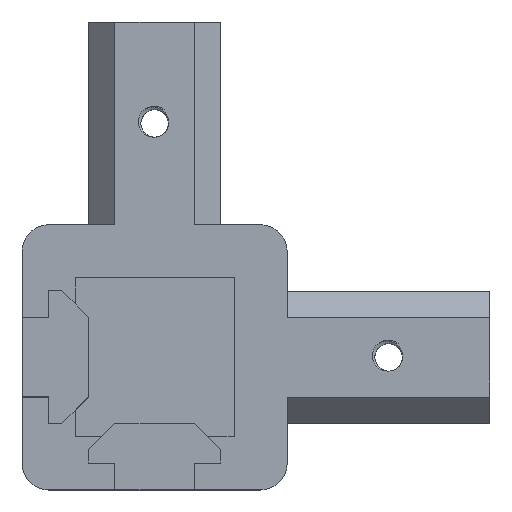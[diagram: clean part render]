
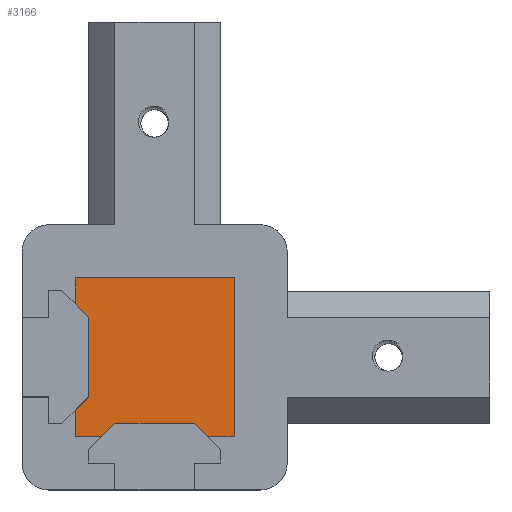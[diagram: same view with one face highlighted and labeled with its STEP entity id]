
A CAD part, top view. The second image highlights one B-rep face of the part: STEP entity #3166.
In plain terms, the highlighted planar face has unit normal (0, 0, 1).
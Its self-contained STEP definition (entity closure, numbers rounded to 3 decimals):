
#76=PLANE('',#3358);
#246=FACE_OUTER_BOUND('',#416,.T.);
#416=EDGE_LOOP('',(#2893,#2894,#2895,#2896,#2897,#2898,#2899,#2900,#2901,
#2902,#2903,#2904));
#844=LINE('',#11240,#1092);
#861=LINE('',#11274,#1109);
#875=LINE('',#11301,#1123);
#878=LINE('',#11306,#1126);
#884=LINE('',#11326,#1132);
#885=LINE('',#11329,#1133);
#888=LINE('',#11334,#1136);
#889=LINE('',#11337,#1137);
#891=LINE('',#11341,#1139);
#893=LINE('',#11345,#1141);
#895=LINE('',#11348,#1143);
#896=LINE('',#11350,#1144);
#1092=VECTOR('',#3844,1000.);
#1109=VECTOR('',#3871,1000.);
#1123=VECTOR('',#3899,1000.);
#1126=VECTOR('',#3904,1000.);
#1132=VECTOR('',#3936,1000.);
#1133=VECTOR('',#3939,1000.);
#1136=VECTOR('',#3944,1000.);
#1137=VECTOR('',#3947,1000.);
#1139=VECTOR('',#3951,1000.);
#1141=VECTOR('',#3955,1000.);
#1143=VECTOR('',#3959,1000.);
#1144=VECTOR('',#3962,1000.);
#1438=VERTEX_POINT('',#11237);
#1439=VERTEX_POINT('',#11239);
#1450=VERTEX_POINT('',#11271);
#1451=VERTEX_POINT('',#11273);
#1457=VERTEX_POINT('',#11300);
#1458=VERTEX_POINT('',#11304);
#1459=VERTEX_POINT('',#11324);
#1460=VERTEX_POINT('',#11328);
#1461=VERTEX_POINT('',#11332);
#1462=VERTEX_POINT('',#11336);
#1463=VERTEX_POINT('',#11340);
#1464=VERTEX_POINT('',#11344);
#1892=EDGE_CURVE('',#1439,#1438,#844,.T.);
#1909=EDGE_CURVE('',#1451,#1450,#861,.T.);
#1923=EDGE_CURVE('',#1457,#1439,#875,.T.);
#1926=EDGE_CURVE('',#1438,#1458,#878,.T.);
#1932=EDGE_CURVE('',#1450,#1459,#884,.T.);
#1933=EDGE_CURVE('',#1460,#1451,#885,.T.);
#1936=EDGE_CURVE('',#1459,#1461,#888,.T.);
#1937=EDGE_CURVE('',#1462,#1460,#889,.T.);
#1939=EDGE_CURVE('',#1463,#1462,#891,.T.);
#1941=EDGE_CURVE('',#1464,#1463,#893,.T.);
#1943=EDGE_CURVE('',#1458,#1464,#895,.T.);
#1944=EDGE_CURVE('',#1461,#1457,#896,.T.);
#2893=ORIENTED_EDGE('',*,*,#1936,.T.);
#2894=ORIENTED_EDGE('',*,*,#1944,.T.);
#2895=ORIENTED_EDGE('',*,*,#1923,.T.);
#2896=ORIENTED_EDGE('',*,*,#1892,.T.);
#2897=ORIENTED_EDGE('',*,*,#1926,.T.);
#2898=ORIENTED_EDGE('',*,*,#1943,.T.);
#2899=ORIENTED_EDGE('',*,*,#1941,.T.);
#2900=ORIENTED_EDGE('',*,*,#1939,.T.);
#2901=ORIENTED_EDGE('',*,*,#1937,.T.);
#2902=ORIENTED_EDGE('',*,*,#1933,.T.);
#2903=ORIENTED_EDGE('',*,*,#1909,.T.);
#2904=ORIENTED_EDGE('',*,*,#1932,.T.);
#3166=ADVANCED_FACE('',(#246),#76,.F.);
#3358=AXIS2_PLACEMENT_3D('',#11351,#3963,#3964);
#3844=DIRECTION('',(1.,0.,0.));
#3871=DIRECTION('',(0.,-1.,0.));
#3899=DIRECTION('',(0.707,0.707,0.));
#3904=DIRECTION('',(0.707,-0.707,0.));
#3936=DIRECTION('',(-0.707,-0.707,0.));
#3939=DIRECTION('',(0.707,-0.707,0.));
#3944=DIRECTION('',(0.,-1.,0.));
#3947=DIRECTION('',(0.,-1.,0.));
#3951=DIRECTION('',(-1.,0.,0.));
#3955=DIRECTION('',(0.,1.,0.));
#3959=DIRECTION('',(1.,0.,0.));
#3962=DIRECTION('',(1.,0.,0.));
#3963=DIRECTION('center_axis',(0.,0.,-1.));
#3964=DIRECTION('ref_axis',(-1.,0.,0.));
#11237=CARTESIAN_POINT('',(3.,-5.,4.5));
#11239=CARTESIAN_POINT('',(-3.,-5.,4.5));
#11240=CARTESIAN_POINT('',(3.,-5.,4.5));
#11271=CARTESIAN_POINT('',(-5.,-3.,4.5));
#11273=CARTESIAN_POINT('',(-5.,3.,4.5));
#11274=CARTESIAN_POINT('',(-5.,-3.,4.5));
#11300=CARTESIAN_POINT('',(-4.,-6.,4.5));
#11301=CARTESIAN_POINT('',(-3.,-5.,4.5));
#11304=CARTESIAN_POINT('',(4.,-6.,4.5));
#11306=CARTESIAN_POINT('',(4.,-6.,4.5));
#11324=CARTESIAN_POINT('',(-6.,-4.,4.5));
#11326=CARTESIAN_POINT('',(-6.,-4.,4.5));
#11328=CARTESIAN_POINT('',(-6.,4.,4.5));
#11329=CARTESIAN_POINT('',(-5.,3.,4.5));
#11332=CARTESIAN_POINT('',(-6.,-6.,4.5));
#11334=CARTESIAN_POINT('',(-6.,-6.,4.5));
#11336=CARTESIAN_POINT('',(-6.,6.,4.5));
#11337=CARTESIAN_POINT('',(-6.,4.,4.5));
#11340=CARTESIAN_POINT('',(6.,6.,4.5));
#11341=CARTESIAN_POINT('',(-6.,6.,4.5));
#11344=CARTESIAN_POINT('',(6.,-6.,4.5));
#11345=CARTESIAN_POINT('',(6.,6.,4.5));
#11348=CARTESIAN_POINT('',(4.,-6.,4.5));
#11350=CARTESIAN_POINT('',(-4.,-6.,4.5));
#11351=CARTESIAN_POINT('Origin',(0.,0.,4.5));
